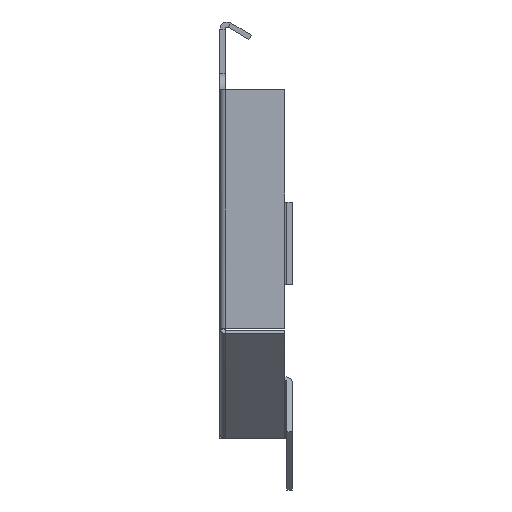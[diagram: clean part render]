
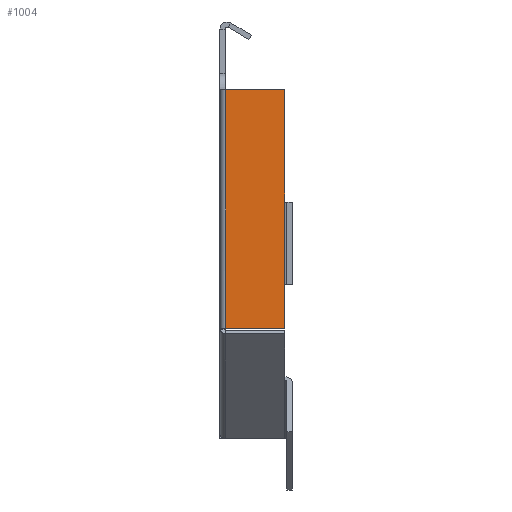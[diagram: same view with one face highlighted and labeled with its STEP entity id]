
A CAD part, left-side view. The second image highlights one B-rep face of the part: STEP entity #1004.
In plain terms, the highlighted planar face has unit normal (-1, 0, 0).
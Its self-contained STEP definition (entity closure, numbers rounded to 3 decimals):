
#2 = VERTEX_POINT ( 'NONE', #3526 ) ;
#31 = CARTESIAN_POINT ( 'NONE',  ( -10.54, 3.31, 7.58 ) ) ;
#61 = DIRECTION ( 'NONE',  ( 0., 0., 1. ) ) ;
#81 = CARTESIAN_POINT ( 'NONE',  ( -10.54, 0.35, 0. ) ) ;
#197 = EDGE_CURVE ( 'NONE', #2, #2538, #3360, .T. ) ;
#205 = CARTESIAN_POINT ( 'NONE',  ( -10.54, 0.35, 7.58 ) ) ;
#209 = CARTESIAN_POINT ( 'NONE',  ( -10.54, 3.265, 7.58 ) ) ;
#276 = VECTOR ( 'NONE', #61, 1000. ) ;
#325 = DIRECTION ( 'NONE',  ( 0., -1., 0. ) ) ;
#456 = DIRECTION ( 'NONE',  ( 0., -1., 0. ) ) ;
#498 = VECTOR ( 'NONE', #456, 1000. ) ;
#524 = EDGE_CURVE ( 'NONE', #4609, #3963, #2094, .T. ) ;
#528 = CARTESIAN_POINT ( 'NONE',  ( -10.54, 0.35, 7.58 ) ) ;
#772 = CARTESIAN_POINT ( 'NONE',  ( -10.54, 0.35, -4.208 ) ) ;
#789 = LINE ( 'NONE', #31, #498 ) ;
#809 = CARTESIAN_POINT ( 'NONE',  ( -10.54, 0., -4.208 ) ) ;
#1004 = ADVANCED_FACE ( 'NONE', ( #4078 ), #4333, .F. ) ;
#1022 = VECTOR ( 'NONE', #2463, 1000. ) ;
#1096 = CARTESIAN_POINT ( 'NONE',  ( -10.54, 0., 0. ) ) ;
#1128 = DIRECTION ( 'NONE',  ( 0., 1., 0. ) ) ;
#1329 = VECTOR ( 'NONE', #1663, 1000. ) ;
#1464 = ORIENTED_EDGE ( 'NONE', *, *, #2934, .F. ) ;
#1532 = CARTESIAN_POINT ( 'NONE',  ( -10.54, 0.35, -2.03 ) ) ;
#1663 = DIRECTION ( 'NONE',  ( 0., 0., -1. ) ) ;
#1694 = EDGE_LOOP ( 'NONE', ( #4098, #2661, #3135, #2469, #4641, #1464 ) ) ;
#1882 = EDGE_CURVE ( 'NONE', #2894, #2538, #4010, .T. ) ;
#2094 = LINE ( 'NONE', #209, #1022 ) ;
#2210 = EDGE_CURVE ( 'NONE', #4609, #2894, #4029, .T. ) ;
#2235 = CARTESIAN_POINT ( 'NONE',  ( -10.54, 0.35, 7.58 ) ) ;
#2353 = VERTEX_POINT ( 'NONE', #205 ) ;
#2463 = DIRECTION ( 'NONE',  ( 0., 0., 1. ) ) ;
#2469 = ORIENTED_EDGE ( 'NONE', *, *, #197, .F. ) ;
#2538 = VERTEX_POINT ( 'NONE', #1532 ) ;
#2661 = ORIENTED_EDGE ( 'NONE', *, *, #2210, .T. ) ;
#2894 = VERTEX_POINT ( 'NONE', #772 ) ;
#2930 = CARTESIAN_POINT ( 'NONE',  ( -10.54, 3.265, 7.58 ) ) ;
#2934 = EDGE_CURVE ( 'NONE', #3963, #2353, #789, .T. ) ;
#2950 = EDGE_CURVE ( 'NONE', #2353, #2, #4439, .T. ) ;
#3135 = ORIENTED_EDGE ( 'NONE', *, *, #1882, .T. ) ;
#3291 = DIRECTION ( 'NONE',  ( 1., 0., 0. ) ) ;
#3292 = VECTOR ( 'NONE', #325, 1000. ) ;
#3360 = LINE ( 'NONE', #528, #1329 ) ;
#3447 = VECTOR ( 'NONE', #3664, 1000. ) ;
#3512 = AXIS2_PLACEMENT_3D ( 'NONE', #1096, #3291, #1128 ) ;
#3526 = CARTESIAN_POINT ( 'NONE',  ( -10.54, 0.35, 2.03 ) ) ;
#3557 = CARTESIAN_POINT ( 'NONE',  ( -10.54, 3.265, -4.208 ) ) ;
#3664 = DIRECTION ( 'NONE',  ( 0., 0., -1. ) ) ;
#3963 = VERTEX_POINT ( 'NONE', #2930 ) ;
#4010 = LINE ( 'NONE', #81, #276 ) ;
#4029 = LINE ( 'NONE', #809, #3292 ) ;
#4078 = FACE_OUTER_BOUND ( 'NONE', #1694, .T. ) ;
#4098 = ORIENTED_EDGE ( 'NONE', *, *, #524, .F. ) ;
#4333 = PLANE ( 'NONE',  #3512 ) ;
#4439 = LINE ( 'NONE', #2235, #3447 ) ;
#4609 = VERTEX_POINT ( 'NONE', #3557 ) ;
#4641 = ORIENTED_EDGE ( 'NONE', *, *, #2950, .F. ) ;
